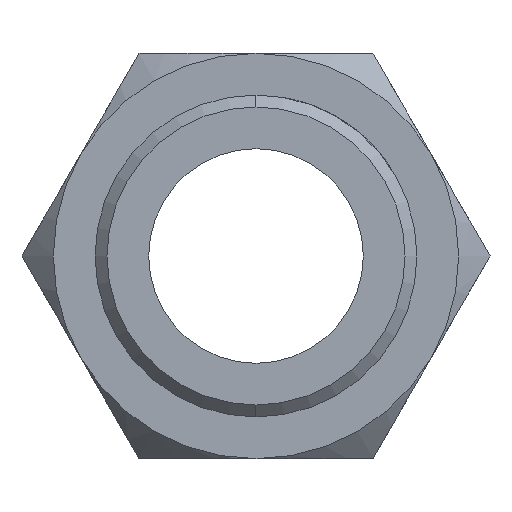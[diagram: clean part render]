
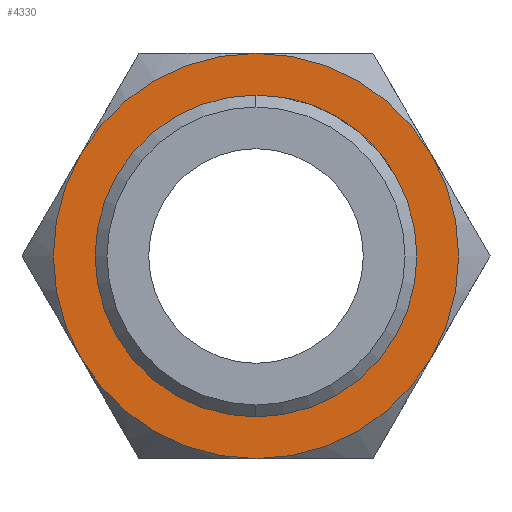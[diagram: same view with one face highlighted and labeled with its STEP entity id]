
A CAD part, left-side view. The second image highlights one B-rep face of the part: STEP entity #4330.
In plain terms, the highlighted planar face has unit normal (-1, 0, 0).
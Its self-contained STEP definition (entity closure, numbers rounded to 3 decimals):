
#56 = CARTESIAN_POINT ( 'NONE',  ( 22., 0., 0. ) ) ;
#59 = EDGE_CURVE ( 'NONE', #706, #1004, #3142, .T. ) ;
#99 = CARTESIAN_POINT ( 'NONE',  ( 22., 7.361, 4.25 ) ) ;
#159 = CARTESIAN_POINT ( 'NONE',  ( 22., 0., 0. ) ) ;
#180 = ORIENTED_EDGE ( 'NONE', *, *, #543, .F. ) ;
#245 = VERTEX_POINT ( 'NONE', #2542 ) ;
#260 = VERTEX_POINT ( 'NONE', #506 ) ;
#339 = DIRECTION ( 'NONE',  ( 1., 0., 0. ) ) ;
#404 = DIRECTION ( 'NONE',  ( 0., 0., -1. ) ) ;
#468 = AXIS2_PLACEMENT_3D ( 'NONE', #1540, #642, #1456 ) ;
#506 = CARTESIAN_POINT ( 'NONE',  ( 22., 0., -8.5 ) ) ;
#535 = AXIS2_PLACEMENT_3D ( 'NONE', #2703, #3144, #404 ) ;
#540 = AXIS2_PLACEMENT_3D ( 'NONE', #1771, #5072, #3051 ) ;
#543 = EDGE_CURVE ( 'NONE', #856, #260, #1914, .T. ) ;
#626 = FACE_OUTER_BOUND ( 'NONE', #4645, .T. ) ;
#642 = DIRECTION ( 'NONE',  ( 1., 0., 0. ) ) ;
#658 = DIRECTION ( 'NONE',  ( -1., 0., 0. ) ) ;
#706 = VERTEX_POINT ( 'NONE', #4194 ) ;
#856 = VERTEX_POINT ( 'NONE', #1047 ) ;
#876 = DIRECTION ( 'NONE',  ( 0., 0., 1. ) ) ;
#883 = CIRCLE ( 'NONE', #1238, 6.75 ) ;
#1004 = VERTEX_POINT ( 'NONE', #2080 ) ;
#1047 = CARTESIAN_POINT ( 'NONE',  ( 22., -7.361, -4.25 ) ) ;
#1061 = AXIS2_PLACEMENT_3D ( 'NONE', #4901, #5312, #2308 ) ;
#1089 = ORIENTED_EDGE ( 'NONE', *, *, #5005, .T. ) ;
#1105 = EDGE_LOOP ( 'NONE', ( #1184, #1496 ) ) ;
#1113 = DIRECTION ( 'NONE',  ( 1., 0., 0. ) ) ;
#1184 = ORIENTED_EDGE ( 'NONE', *, *, #3854, .F. ) ;
#1186 = EDGE_CURVE ( 'NONE', #260, #2545, #4616, .T. ) ;
#1238 = AXIS2_PLACEMENT_3D ( 'NONE', #56, #2103, #876 ) ;
#1239 = AXIS2_PLACEMENT_3D ( 'NONE', #159, #658, #4712 ) ;
#1286 = CARTESIAN_POINT ( 'NONE',  ( 22., 0., -6.75 ) ) ;
#1299 = VERTEX_POINT ( 'NONE', #1286 ) ;
#1456 = DIRECTION ( 'NONE',  ( 0., 0., -1. ) ) ;
#1490 = CIRCLE ( 'NONE', #540, 6.75 ) ;
#1496 = ORIENTED_EDGE ( 'NONE', *, *, #2949, .F. ) ;
#1540 = CARTESIAN_POINT ( 'NONE',  ( 22., 0., 0. ) ) ;
#1724 = CARTESIAN_POINT ( 'NONE',  ( 22., 7.361, -4.25 ) ) ;
#1771 = CARTESIAN_POINT ( 'NONE',  ( 22., 0., 0. ) ) ;
#1829 = AXIS2_PLACEMENT_3D ( 'NONE', #1884, #4073, #1998 ) ;
#1835 = CIRCLE ( 'NONE', #468, 8.5 ) ;
#1884 = CARTESIAN_POINT ( 'NONE',  ( 22., 0., 0. ) ) ;
#1914 = CIRCLE ( 'NONE', #4269, 8.5 ) ;
#1998 = DIRECTION ( 'NONE',  ( 0., 0., -1. ) ) ;
#2035 = DIRECTION ( 'NONE',  ( 0., 0., -1. ) ) ;
#2080 = CARTESIAN_POINT ( 'NONE',  ( 22., -7.361, 4.25 ) ) ;
#2103 = DIRECTION ( 'NONE',  ( -1., 0., 0. ) ) ;
#2105 = AXIS2_PLACEMENT_3D ( 'NONE', #2501, #339, #2035 ) ;
#2308 = DIRECTION ( 'NONE',  ( 0., 0., -1. ) ) ;
#2399 = CARTESIAN_POINT ( 'NONE',  ( 22., 0., 0. ) ) ;
#2501 = CARTESIAN_POINT ( 'NONE',  ( 22., 0., 0. ) ) ;
#2542 = CARTESIAN_POINT ( 'NONE',  ( 22., 0., 6.75 ) ) ;
#2545 = VERTEX_POINT ( 'NONE', #1724 ) ;
#2703 = CARTESIAN_POINT ( 'NONE',  ( 22., 0., 0. ) ) ;
#2827 = ORIENTED_EDGE ( 'NONE', *, *, #3806, .F. ) ;
#2895 = CIRCLE ( 'NONE', #1239, 8.5 ) ;
#2949 = EDGE_CURVE ( 'NONE', #1299, #245, #1490, .T. ) ;
#3051 = DIRECTION ( 'NONE',  ( 0., 0., 1. ) ) ;
#3142 = CIRCLE ( 'NONE', #535, 8.5 ) ;
#3144 = DIRECTION ( 'NONE',  ( 1., 0., 0. ) ) ;
#3209 = ORIENTED_EDGE ( 'NONE', *, *, #3396, .F. ) ;
#3262 = ORIENTED_EDGE ( 'NONE', *, *, #59, .F. ) ;
#3396 = EDGE_CURVE ( 'NONE', #2545, #4195, #5150, .T. ) ;
#3529 = ORIENTED_EDGE ( 'NONE', *, *, #1186, .F. ) ;
#3806 = EDGE_CURVE ( 'NONE', #1004, #856, #1835, .T. ) ;
#3854 = EDGE_CURVE ( 'NONE', #245, #1299, #883, .T. ) ;
#3973 = FACE_BOUND ( 'NONE', #1105, .T. ) ;
#4073 = DIRECTION ( 'NONE',  ( 1., 0., 0. ) ) ;
#4194 = CARTESIAN_POINT ( 'NONE',  ( 22., 0., 8.5 ) ) ;
#4195 = VERTEX_POINT ( 'NONE', #99 ) ;
#4269 = AXIS2_PLACEMENT_3D ( 'NONE', #2399, #1113, #5367 ) ;
#4330 = ADVANCED_FACE ( 'NONE', ( #3973, #626 ), #4380, .F. ) ;
#4380 = PLANE ( 'NONE',  #1061 ) ;
#4616 = CIRCLE ( 'NONE', #1829, 8.5 ) ;
#4645 = EDGE_LOOP ( 'NONE', ( #3529, #180, #2827, #3262, #1089, #3209 ) ) ;
#4712 = DIRECTION ( 'NONE',  ( 0., 0., 1. ) ) ;
#4901 = CARTESIAN_POINT ( 'NONE',  ( 22., 0., 0. ) ) ;
#5005 = EDGE_CURVE ( 'NONE', #706, #4195, #2895, .T. ) ;
#5072 = DIRECTION ( 'NONE',  ( -1., 0., 0. ) ) ;
#5150 = CIRCLE ( 'NONE', #2105, 8.5 ) ;
#5312 = DIRECTION ( 'NONE',  ( 1., 0., 0. ) ) ;
#5367 = DIRECTION ( 'NONE',  ( 0., 0., -1. ) ) ;
